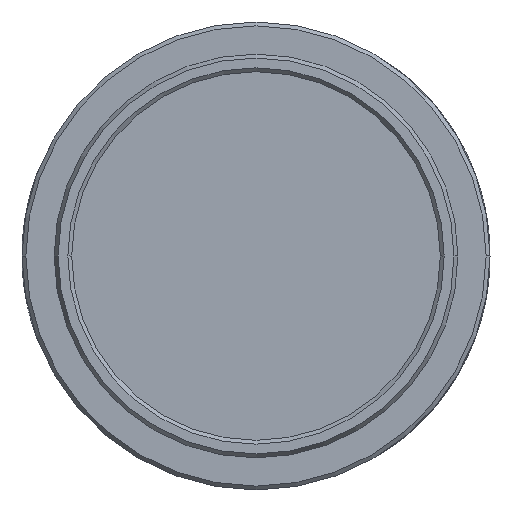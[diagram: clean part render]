
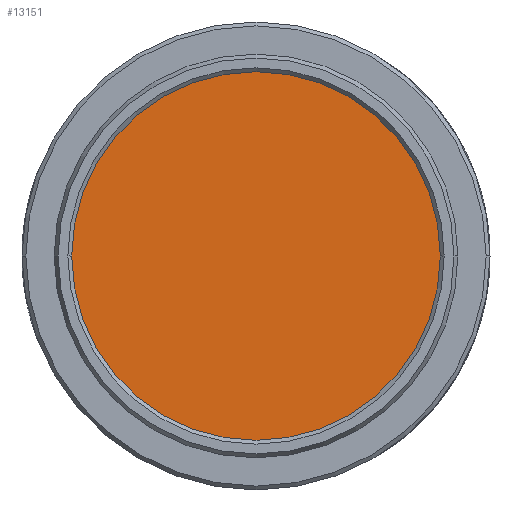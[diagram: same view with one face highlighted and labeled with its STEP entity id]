
A CAD part, left-side view. The second image highlights one B-rep face of the part: STEP entity #13151.
In plain terms, the highlighted planar face has unit normal (-1, 0, 0).
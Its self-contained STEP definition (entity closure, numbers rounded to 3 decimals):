
#537 = FACE_OUTER_BOUND ( 'NONE', #8983, .T. ) ;
#1227 = EDGE_CURVE ( 'NONE', #8785, #12385, #5387, .T. ) ;
#1530 = ORIENTED_EDGE ( 'NONE', *, *, #4804, .F. ) ;
#1538 = DIRECTION ( 'NONE',  ( 1., 0., 0. ) ) ;
#1654 = AXIS2_PLACEMENT_3D ( 'NONE', #8557, #1538, #9736 ) ;
#2116 = AXIS2_PLACEMENT_3D ( 'NONE', #5426, #13586, #6624 ) ;
#2342 = CARTESIAN_POINT ( 'NONE',  ( -2.286, 0., 0. ) ) ;
#3514 = DIRECTION ( 'NONE',  ( 0., -0.446, -0.895 ) ) ;
#4804 = EDGE_CURVE ( 'NONE', #12385, #8785, #10675, .T. ) ;
#5387 = CIRCLE ( 'NONE', #2116, 12.559 ) ;
#5426 = CARTESIAN_POINT ( 'NONE',  ( -2.286, 0., 0. ) ) ;
#6154 = AXIS2_PLACEMENT_3D ( 'NONE', #2342, #10520, #3514 ) ;
#6624 = DIRECTION ( 'NONE',  ( 0., -0.446, -0.895 ) ) ;
#7995 = ORIENTED_EDGE ( 'NONE', *, *, #1227, .F. ) ;
#8557 = CARTESIAN_POINT ( 'NONE',  ( -2.286, 0., 0. ) ) ;
#8785 = VERTEX_POINT ( 'NONE', #14196 ) ;
#8983 = EDGE_LOOP ( 'NONE', ( #1530, #7995 ) ) ;
#9736 = DIRECTION ( 'NONE',  ( 0., -0.446, -0.895 ) ) ;
#10520 = DIRECTION ( 'NONE',  ( 1., 0., 0. ) ) ;
#10675 = CIRCLE ( 'NONE', #6154, 12.559 ) ;
#11436 = CARTESIAN_POINT ( 'NONE',  ( -2.286, -5.607, -11.238 ) ) ;
#11850 = PLANE ( 'NONE',  #1654 ) ;
#12385 = VERTEX_POINT ( 'NONE', #11436 ) ;
#13151 = ADVANCED_FACE ( 'NONE', ( #537 ), #11850, .F. ) ;
#13586 = DIRECTION ( 'NONE',  ( 1., 0., 0. ) ) ;
#14196 = CARTESIAN_POINT ( 'NONE',  ( -2.286, 5.607, 11.238 ) ) ;
